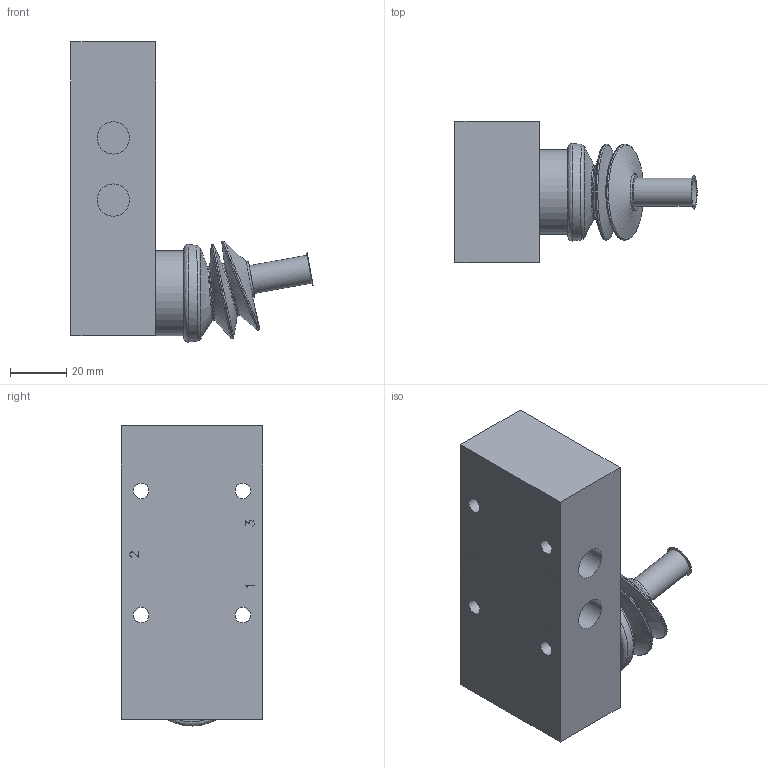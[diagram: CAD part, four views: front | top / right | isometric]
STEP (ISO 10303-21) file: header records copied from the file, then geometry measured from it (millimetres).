
FILE_DESCRIPTION (( 'STEP AP214' ), '1' );
FILE_NAME ('HR-14-320_Airtec.step', '2018-11-14T13:55:26', ( '' ), ( '' ), 'SwSTEP 2.0', 'SolidWorks 2010', '' );
FILE_SCHEMA (( 'AUTOMOTIVE_DESIGN' ));
Length unit declared in the file: millimetre
Products named in the file (1): HR-14-320_Airtec
Bounding box: 85.77 x 50 x 106.3 mm (x, y, z)
Volume: 174085.7 mm3; surface area: 28226.2 mm2
Topology: 1 solids, 1 shells, 183 faces, 499 edges, 330 vertices
Faces by surface type: plane 152, bspline 16, cylinder 14, cone 1
Full cylindrical faces by diameter (mm): 5.5 x4, 10 x1, 11.445 x3, 13 x1, 30 x1, 34 x2
Entity records: 9698 total; most frequent: CARTESIAN_POINT 5249, ORIENTED_EDGE 934, DIRECTION 791, EDGE_CURVE 467, LINE 415, VECTOR 415, VERTEX_POINT 325, EDGE_LOOP 230
